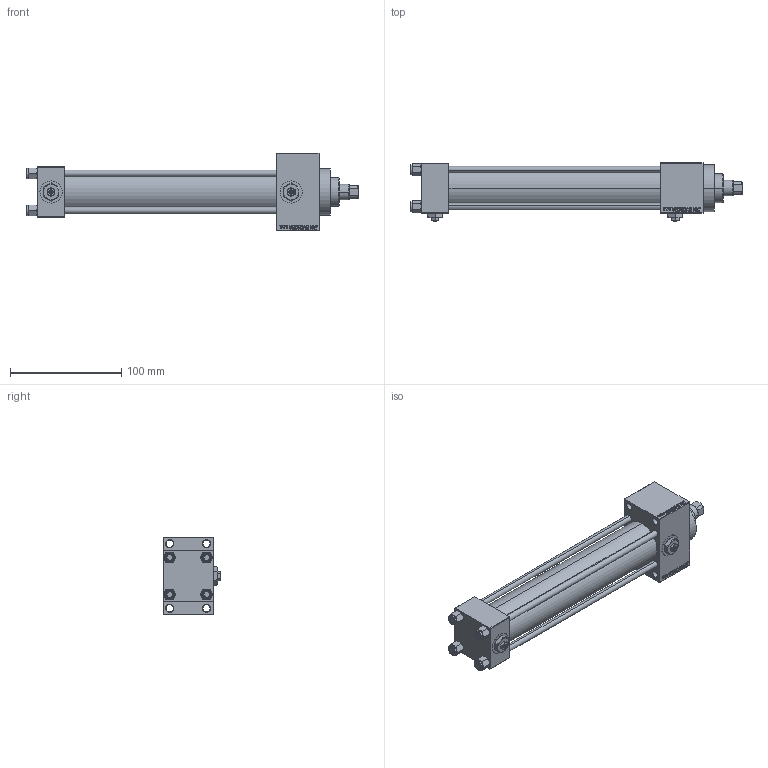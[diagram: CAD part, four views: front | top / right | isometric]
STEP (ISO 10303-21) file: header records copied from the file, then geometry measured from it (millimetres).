
FILE_DESCRIPTION (( 'STEP AP203' ), '1' );
FILE_NAME ('00be.STEP', '2022-04-15T10:42:18', ( '' ), ( '' ), 'SwSTEP 2.0', 'SolidWorks 2019', '' );
FILE_SCHEMA (( 'CONFIG_CONTROL_DESIGN' ));
Length unit declared in the file: millimetre
Products named in the file (7): 00be; V215CR_D_TYCINKA 3e5bb17ee80653d46296041550a9eef8; V215CR_VCP_D 3e5bb17ee80653d46296041550a9eef8; Zatka_pro_OIL_PORT 3e5bb17ee80653d46296041550a9eef8; V215_VC_A 3e5bb17ee80653d46296041550a9eef8; NUT_M5_D 3e5bb17ee80653d46296041550a9eef8; V215CR_D_Body 3e5bb17ee80653d46296041550a9eef8
Assembly tree (13 placements, depth 2):
  00be
    V215CR_D_Body 3e5bb17ee80653d46296041550a9eef8
    V215CR_VCP_D 3e5bb17ee80653d46296041550a9eef8
    NUT_M5_D 3e5bb17ee80653d46296041550a9eef8  x4
    V215CR_D_TYCINKA 3e5bb17ee80653d46296041550a9eef8  x4
    V215_VC_A 3e5bb17ee80653d46296041550a9eef8
    Zatka_pro_OIL_PORT 3e5bb17ee80653d46296041550a9eef8  x2
Bounding box: 298 x 52 x 70 mm (x, y, z)
Volume: 314095.1 mm3; surface area: 124107.8 mm2
Topology: 13 solids, 13 shells, 1210 faces, 2984 edges, 1919 vertices
Faces by surface type: plane 544, bspline 368, cone 186, cylinder 104, torus 8
Entity records: 49301 total; most frequent: CARTESIAN_POINT 25676, ORIENTED_EDGE 5268, DIRECTION 3468, EDGE_CURVE 2634, VERTEX_POINT 1717, LINE 1554, VECTOR 1554, EDGE_LOOP 1189
